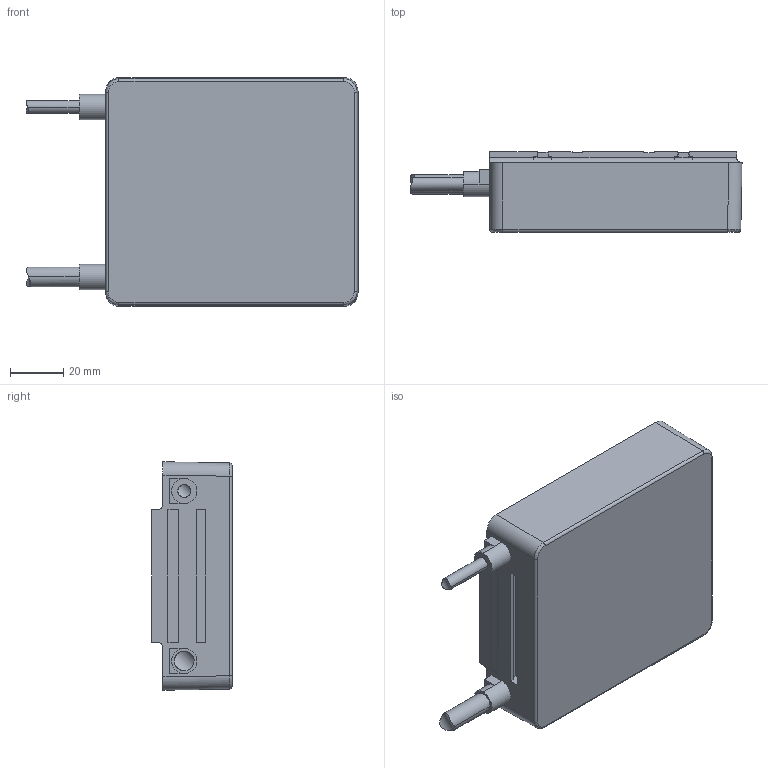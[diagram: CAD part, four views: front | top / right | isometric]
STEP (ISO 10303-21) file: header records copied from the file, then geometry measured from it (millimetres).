
FILE_DESCRIPTION((''),'2;1');
FILE_NAME('PRT0018','2016-12-20T',('ch5526'),(''),'PRO/ENGINEER BY PARAMETRIC TECHNOLOGY CORPORATION, 2014000','PRO/ENGINEER BY PARAMETRIC TECHNOLOGY CORPORATION, 2014000','');
FILE_SCHEMA(('CONFIG_CONTROL_DESIGN'));
Length unit declared in the file: millimetre
Products named in the file (1): PRT0018
Bounding box: 125 x 30.15 x 86 mm (x, y, z)
Volume: 230026.6 mm3; surface area: 31855.1 mm2
Topology: 1 solids, 3 shells, 147 faces, 376 edges, 240 vertices
Faces by surface type: plane 98, cylinder 45, bspline 4
Entity records: 5741 total; most frequent: CARTESIAN_POINT 1098, ORIENTED_EDGE 752, DIRECTION 714, EDGE_CURVE 376, VECTOR 288, LINE 288, VERTEX_POINT 240, AXIS2_PLACEMENT_3D 213
